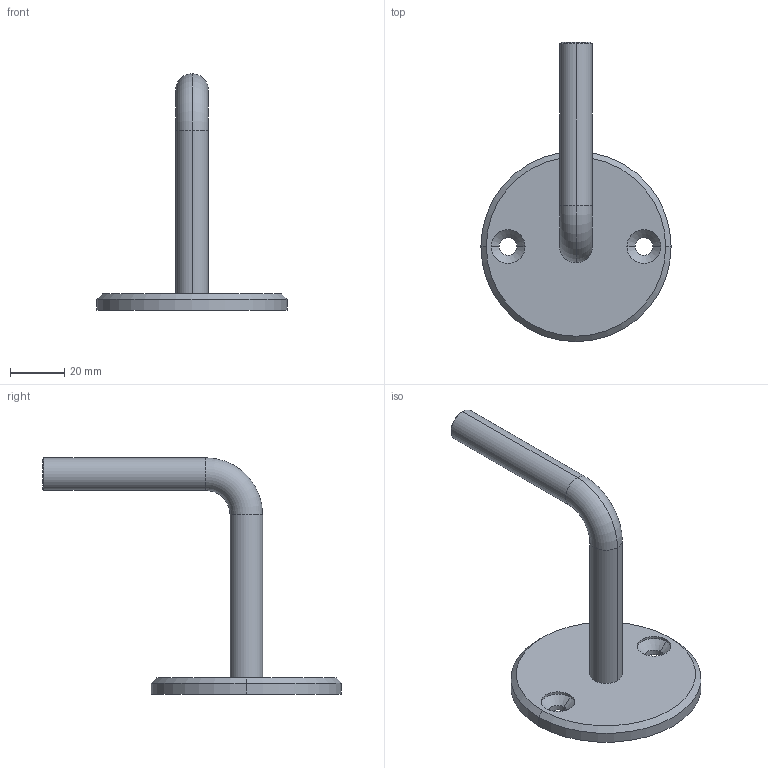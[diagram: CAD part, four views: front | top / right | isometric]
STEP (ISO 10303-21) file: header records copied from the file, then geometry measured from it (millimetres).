
FILE_DESCRIPTION (( 'STEP AP203' ), '1' );
FILE_NAME ('50202-V4A.STEP', '2020-09-07T11:18:26', ( '' ), ( '' ), 'SwSTEP 2.0', 'SolidWorks 2018', '' );
FILE_SCHEMA (( 'CONFIG_CONTROL_DESIGN' ));
Length unit declared in the file: millimetre
Products named in the file (7): socket countersunk head screw_din_DIN 7991 - M6 x 16 --- 9.7S; 50202-V4A Teil1_50202-V4A Teil1; 50202-V4A Teil1; 50202-V4A Teil2; 50202-V4A Teil2_50202-V4A Teil2; 50202-V4A; socket countersunk head screw_din
Assembly tree (3 placements, depth 2):
  50202-V4A Teil1
  50202-V4A Teil2
  50202-V4A
    50202-V4A Teil1_50202-V4A Teil1
    socket countersunk head screw_din_DIN 7991 - M6 x 16 --- 9.7S
    50202-V4A Teil2_50202-V4A Teil2
  socket countersunk head screw_din
Bounding box: 70 x 110 x 87 mm (x, y, z)
Volume: 37630.4 mm3; surface area: 15491.2 mm2
Topology: 3 solids, 3 shells, 343 faces, 879 edges, 564 vertices
Faces by surface type: plane 149, bspline 86, cone 60, cylinder 44, torus 4
Entity records: 15841 total; most frequent: CARTESIAN_POINT 7347, ORIENTED_EDGE 1750, DIRECTION 1399, EDGE_CURVE 875, VERTEX_POINT 564, VECTOR 535, LINE 535, AXIS2_PLACEMENT_3D 432
